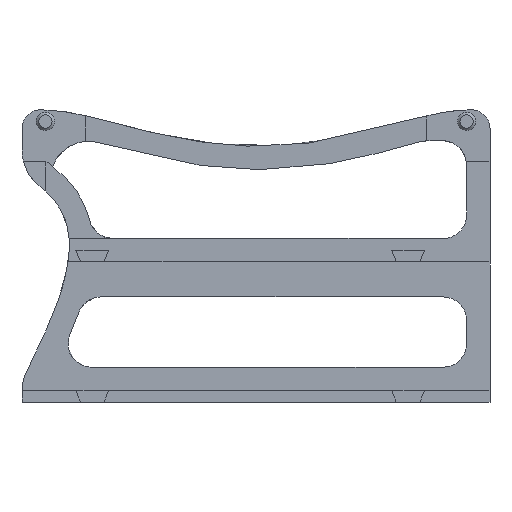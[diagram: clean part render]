
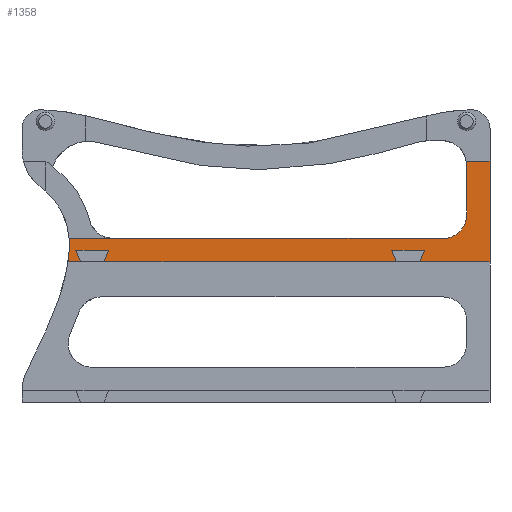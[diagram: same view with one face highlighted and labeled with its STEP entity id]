
A CAD part, left-side view. The second image highlights one B-rep face of the part: STEP entity #1358.
In plain terms, the highlighted planar face has unit normal (-1, 0, 0).
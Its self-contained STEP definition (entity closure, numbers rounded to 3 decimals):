
#81=PLANE('',#1458);
#108=B_SPLINE_CURVE_WITH_KNOTS('',3,(#2299,#2300,#2301,#2302,#2303,#2304,
#2305,#2306,#2307,#2308,#2309,#2310,#2311,#2312,#2313,#2314,#2315,#2316,
#2317),.UNSPECIFIED.,.F.,.F.,(4,3,3,3,3,3,4),(0.,0.177,0.359,
0.552,0.755,0.979,1.),
 .UNSPECIFIED.);
#122=B_SPLINE_CURVE_WITH_KNOTS('',3,(#2959,#2960,#2961,#2962),
 .UNSPECIFIED.,.F.,.F.,(4,4),(2.405,2.707),
 .UNSPECIFIED.);
#202=FACE_OUTER_BOUND('',#279,.T.);
#279=EDGE_LOOP('',(#1259,#1260,#1261,#1262,#1263,#1264,#1265,#1266,#1267,
#1268,#1269,#1270,#1271,#1272,#1273,#1274,#1275));
#291=LINE('',#2145,#411);
#305=LINE('',#2384,#425);
#307=LINE('',#2388,#427);
#309=LINE('',#2391,#429);
#359=LINE('',#2499,#479);
#361=LINE('',#2503,#481);
#366=LINE('',#2513,#486);
#368=LINE('',#2517,#488);
#370=LINE('',#2520,#490);
#371=LINE('',#2522,#491);
#376=LINE('',#2533,#496);
#379=LINE('',#2544,#499);
#392=LINE('',#2932,#512);
#397=LINE('',#2946,#517);
#411=VECTOR('',#1490,10.);
#425=VECTOR('',#1522,10.);
#427=VECTOR('',#1524,10.);
#429=VECTOR('',#1526,10.);
#479=VECTOR('',#1630,10.);
#481=VECTOR('',#1634,10.);
#486=VECTOR('',#1643,10.);
#488=VECTOR('',#1647,10.);
#490=VECTOR('',#1651,10.);
#491=VECTOR('',#1654,10.);
#496=VECTOR('',#1661,10.);
#499=VECTOR('',#1666,10.);
#512=VECTOR('',#1733,10.);
#517=VECTOR('',#1746,10.);
#548=CIRCLE('',#1455,10.);
#559=VERTEX_POINT('',#1827);
#579=VERTEX_POINT('',#2103);
#591=VERTEX_POINT('',#2279);
#604=VERTEX_POINT('',#2381);
#605=VERTEX_POINT('',#2383);
#606=VERTEX_POINT('',#2385);
#607=VERTEX_POINT('',#2387);
#608=VERTEX_POINT('',#2389);
#639=VERTEX_POINT('',#2498);
#640=VERTEX_POINT('',#2502);
#643=VERTEX_POINT('',#2512);
#644=VERTEX_POINT('',#2516);
#649=VERTEX_POINT('',#2531);
#652=VERTEX_POINT('',#2539);
#672=VERTEX_POINT('',#2931);
#675=VERTEX_POINT('',#2939);
#677=VERTEX_POINT('',#2945);
#722=EDGE_CURVE('',#559,#579,#291,.T.);
#734=EDGE_CURVE('',#579,#591,#108,.T.);
#751=EDGE_CURVE('',#604,#605,#305,.T.);
#753=EDGE_CURVE('',#606,#607,#307,.T.);
#755=EDGE_CURVE('',#608,#591,#309,.T.);
#809=EDGE_CURVE('',#608,#639,#359,.T.);
#811=EDGE_CURVE('',#640,#607,#361,.T.);
#816=EDGE_CURVE('',#606,#643,#366,.T.);
#818=EDGE_CURVE('',#644,#605,#368,.T.);
#820=EDGE_CURVE('',#644,#643,#370,.T.);
#821=EDGE_CURVE('',#640,#639,#371,.T.);
#826=EDGE_CURVE('',#604,#649,#376,.T.);
#830=EDGE_CURVE('',#649,#652,#379,.T.);
#865=EDGE_CURVE('',#672,#559,#392,.T.);
#869=EDGE_CURVE('',#675,#672,#548,.T.);
#872=EDGE_CURVE('',#677,#675,#397,.T.);
#875=EDGE_CURVE('',#652,#677,#122,.T.);
#1259=ORIENTED_EDGE('',*,*,#734,.T.);
#1260=ORIENTED_EDGE('',*,*,#755,.F.);
#1261=ORIENTED_EDGE('',*,*,#809,.T.);
#1262=ORIENTED_EDGE('',*,*,#821,.F.);
#1263=ORIENTED_EDGE('',*,*,#811,.T.);
#1264=ORIENTED_EDGE('',*,*,#753,.F.);
#1265=ORIENTED_EDGE('',*,*,#816,.T.);
#1266=ORIENTED_EDGE('',*,*,#820,.F.);
#1267=ORIENTED_EDGE('',*,*,#818,.T.);
#1268=ORIENTED_EDGE('',*,*,#751,.F.);
#1269=ORIENTED_EDGE('',*,*,#826,.T.);
#1270=ORIENTED_EDGE('',*,*,#830,.T.);
#1271=ORIENTED_EDGE('',*,*,#875,.T.);
#1272=ORIENTED_EDGE('',*,*,#872,.T.);
#1273=ORIENTED_EDGE('',*,*,#869,.T.);
#1274=ORIENTED_EDGE('',*,*,#865,.T.);
#1275=ORIENTED_EDGE('',*,*,#722,.T.);
#1358=ADVANCED_FACE('',(#202),#81,.T.);
#1455=AXIS2_PLACEMENT_3D('',#2940,#1740,#1741);
#1458=AXIS2_PLACEMENT_3D('',#3022,#1751,#1752);
#1490=DIRECTION('',(0.,1.,0.));
#1522=DIRECTION('',(0.,1.,0.));
#1524=DIRECTION('',(0.,1.,0.));
#1526=DIRECTION('',(0.,1.,0.));
#1630=DIRECTION('',(0.,0.371,0.928));
#1634=DIRECTION('',(0.,0.371,-0.928));
#1643=DIRECTION('',(0.,0.371,0.928));
#1647=DIRECTION('',(0.,0.371,-0.928));
#1651=DIRECTION('',(0.,1.,0.));
#1654=DIRECTION('',(0.,1.,0.));
#1661=DIRECTION('',(0.,0.,1.));
#1666=DIRECTION('',(0.,1.,0.));
#1733=DIRECTION('',(0.,1.,0.));
#1740=DIRECTION('center_axis',(1.,0.,0.));
#1741=DIRECTION('ref_axis',(0.,-1.,0.));
#1746=DIRECTION('',(0.,0.,-1.));
#1751=DIRECTION('center_axis',(-1.,0.,0.));
#1752=DIRECTION('ref_axis',(0.,-1.,0.));
#1827=CARTESIAN_POINT('',(406.,-183.677,74.));
#2103=CARTESIAN_POINT('',(406.,-165.095,74.));
#2145=CARTESIAN_POINT('',(406.,-155.,74.));
#2279=CARTESIAN_POINT('',(406.,-164.706,64.));
#2299=CARTESIAN_POINT('Ctrl Pts',(406.,-165.095,74.));
#2300=CARTESIAN_POINT('Ctrl Pts',(406.,-165.14,73.449));
#2301=CARTESIAN_POINT('Ctrl Pts',(406.,-165.172,72.892));
#2302=CARTESIAN_POINT('Ctrl Pts',(406.,-165.192,72.327));
#2303=CARTESIAN_POINT('Ctrl Pts',(406.,-165.213,71.745));
#2304=CARTESIAN_POINT('Ctrl Pts',(406.,-165.221,71.156));
#2305=CARTESIAN_POINT('Ctrl Pts',(406.,-165.216,70.559));
#2306=CARTESIAN_POINT('Ctrl Pts',(406.,-165.211,69.927));
#2307=CARTESIAN_POINT('Ctrl Pts',(406.,-165.192,69.286));
#2308=CARTESIAN_POINT('Ctrl Pts',(406.,-165.159,68.638));
#2309=CARTESIAN_POINT('Ctrl Pts',(406.,-165.124,67.957));
#2310=CARTESIAN_POINT('Ctrl Pts',(406.,-165.074,67.268));
#2311=CARTESIAN_POINT('Ctrl Pts',(406.,-165.009,66.57));
#2312=CARTESIAN_POINT('Ctrl Pts',(406.,-164.937,65.801));
#2313=CARTESIAN_POINT('Ctrl Pts',(406.,-164.846,65.021));
#2314=CARTESIAN_POINT('Ctrl Pts',(406.,-164.738,64.232));
#2315=CARTESIAN_POINT('Ctrl Pts',(406.,-164.728,64.155));
#2316=CARTESIAN_POINT('Ctrl Pts',(406.,-164.717,64.077));
#2317=CARTESIAN_POINT('Ctrl Pts',(406.,-164.706,64.));
#2381=CARTESIAN_POINT('',(406.,-345.,64.));
#2383=CARTESIAN_POINT('',(406.,-315.,64.));
#2384=CARTESIAN_POINT('',(406.,-345.,64.));
#2385=CARTESIAN_POINT('',(406.,-305.,64.));
#2387=CARTESIAN_POINT('',(406.,-180.,64.));
#2388=CARTESIAN_POINT('',(406.,-345.,64.));
#2389=CARTESIAN_POINT('',(406.,-170.,64.));
#2391=CARTESIAN_POINT('',(406.,-345.,64.));
#2498=CARTESIAN_POINT('',(406.,-168.,69.));
#2499=CARTESIAN_POINT('',(406.,-167.276,70.81));
#2502=CARTESIAN_POINT('',(406.,-182.,69.));
#2503=CARTESIAN_POINT('',(406.,-177.586,57.966));
#2512=CARTESIAN_POINT('',(406.,-303.,69.));
#2513=CARTESIAN_POINT('',(406.,-292.966,94.086));
#2516=CARTESIAN_POINT('',(406.,-317.,69.));
#2517=CARTESIAN_POINT('',(406.,-303.276,34.69));
#2520=CARTESIAN_POINT('',(406.,-231.,69.));
#2522=CARTESIAN_POINT('',(406.,-231.,69.));
#2531=CARTESIAN_POINT('',(406.,-345.,107.));
#2533=CARTESIAN_POINT('',(406.,-345.,64.));
#2539=CARTESIAN_POINT('',(406.,-334.763,107.));
#2544=CARTESIAN_POINT('',(406.,-238.25,107.));
#2931=CARTESIAN_POINT('',(406.,-325.,74.));
#2932=CARTESIAN_POINT('',(406.,-155.,74.));
#2939=CARTESIAN_POINT('',(406.,-335.,84.));
#2940=CARTESIAN_POINT('Origin',(406.,-325.,84.));
#2945=CARTESIAN_POINT('',(406.,-335.,103.959));
#2946=CARTESIAN_POINT('',(406.,-335.,74.));
#2959=CARTESIAN_POINT('Ctrl Pts',(406.,-334.763,107.));
#2960=CARTESIAN_POINT('Ctrl Pts',(406.,-334.921,106.06));
#2961=CARTESIAN_POINT('Ctrl Pts',(406.,-335.,105.046));
#2962=CARTESIAN_POINT('Ctrl Pts',(406.,-335.,103.959));
#3022=CARTESIAN_POINT('Origin',(406.,-145.,64.));
